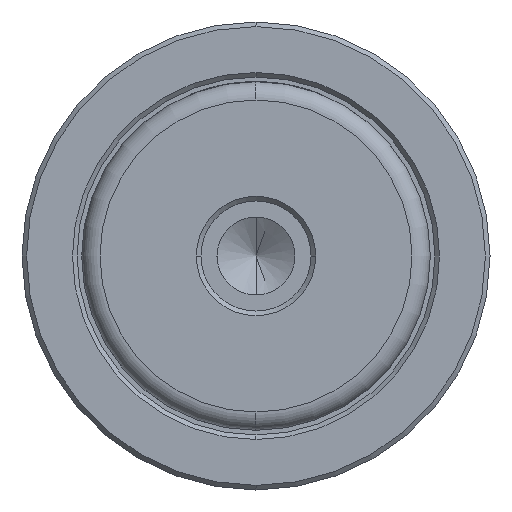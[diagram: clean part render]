
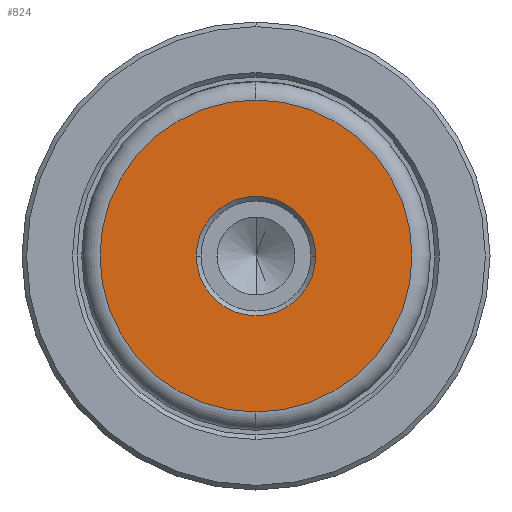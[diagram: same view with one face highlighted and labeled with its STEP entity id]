
A CAD part, left-side view. The second image highlights one B-rep face of the part: STEP entity #824.
In plain terms, the highlighted planar face has unit normal (-1, 0, 0).
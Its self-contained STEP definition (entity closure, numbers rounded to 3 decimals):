
#17 = CARTESIAN_POINT ( 'NONE',  ( 0., 0., 0. ) ) ;
#110 = DIRECTION ( 'NONE',  ( 0., 0., 1. ) ) ;
#130 = EDGE_CURVE ( 'NONE', #2073, #2422, #180, .T. ) ;
#150 = CIRCLE ( 'NONE', #597, 16.997 ) ;
#175 = CIRCLE ( 'NONE', #969, 6.5 ) ;
#180 = CIRCLE ( 'NONE', #2103, 6.5 ) ;
#195 = DIRECTION ( 'NONE',  ( 0., 0., 1. ) ) ;
#421 = ORIENTED_EDGE ( 'NONE', *, *, #1123, .T. ) ;
#432 = CIRCLE ( 'NONE', #1371, 16.997 ) ;
#515 = ORIENTED_EDGE ( 'NONE', *, *, #1965, .T. ) ;
#597 = AXIS2_PLACEMENT_3D ( 'NONE', #1726, #602, #1912 ) ;
#602 = DIRECTION ( 'NONE',  ( -1., 0., 0. ) ) ;
#663 = PLANE ( 'NONE',  #738 ) ;
#713 = DIRECTION ( 'NONE',  ( 1., 0., 0. ) ) ;
#738 = AXIS2_PLACEMENT_3D ( 'NONE', #2164, #1237, #110 ) ;
#824 = ADVANCED_FACE ( 'NONE', ( #1312, #906 ), #663, .T. ) ;
#877 = ORIENTED_EDGE ( 'NONE', *, *, #130, .T. ) ;
#906 = FACE_OUTER_BOUND ( 'NONE', #2400, .T. ) ;
#926 = CARTESIAN_POINT ( 'NONE',  ( 0., 6.5, 0. ) ) ;
#969 = AXIS2_PLACEMENT_3D ( 'NONE', #1837, #713, #2036 ) ;
#1001 = DIRECTION ( 'NONE',  ( -1., 0., 0. ) ) ;
#1123 = EDGE_CURVE ( 'NONE', #1672, #1505, #432, .T. ) ;
#1237 = DIRECTION ( 'NONE',  ( -1., 0., 0. ) ) ;
#1312 = FACE_BOUND ( 'NONE', #2176, .T. ) ;
#1330 = DIRECTION ( 'NONE',  ( 1., 0., 0. ) ) ;
#1371 = AXIS2_PLACEMENT_3D ( 'NONE', #2121, #1001, #2313 ) ;
#1505 = VERTEX_POINT ( 'NONE', #2309 ) ;
#1672 = VERTEX_POINT ( 'NONE', #2056 ) ;
#1699 = EDGE_CURVE ( 'NONE', #1505, #1672, #150, .T. ) ;
#1726 = CARTESIAN_POINT ( 'NONE',  ( 0., 0., 0. ) ) ;
#1837 = CARTESIAN_POINT ( 'NONE',  ( 0., 0., 0. ) ) ;
#1912 = DIRECTION ( 'NONE',  ( 0., 0., 1. ) ) ;
#1935 = CARTESIAN_POINT ( 'NONE',  ( 0., -6.5, 0. ) ) ;
#1965 = EDGE_CURVE ( 'NONE', #2422, #2073, #175, .T. ) ;
#2014 = ORIENTED_EDGE ( 'NONE', *, *, #1699, .T. ) ;
#2036 = DIRECTION ( 'NONE',  ( 0., 0., 1. ) ) ;
#2056 = CARTESIAN_POINT ( 'NONE',  ( 0., 0., -16.997 ) ) ;
#2073 = VERTEX_POINT ( 'NONE', #926 ) ;
#2103 = AXIS2_PLACEMENT_3D ( 'NONE', #17, #1330, #195 ) ;
#2121 = CARTESIAN_POINT ( 'NONE',  ( 0., 0., 0. ) ) ;
#2164 = CARTESIAN_POINT ( 'NONE',  ( 0., 0., 0. ) ) ;
#2176 = EDGE_LOOP ( 'NONE', ( #515, #877 ) ) ;
#2309 = CARTESIAN_POINT ( 'NONE',  ( 0., 0., 16.997 ) ) ;
#2313 = DIRECTION ( 'NONE',  ( 0., 0., 1. ) ) ;
#2400 = EDGE_LOOP ( 'NONE', ( #2014, #421 ) ) ;
#2422 = VERTEX_POINT ( 'NONE', #1935 ) ;
